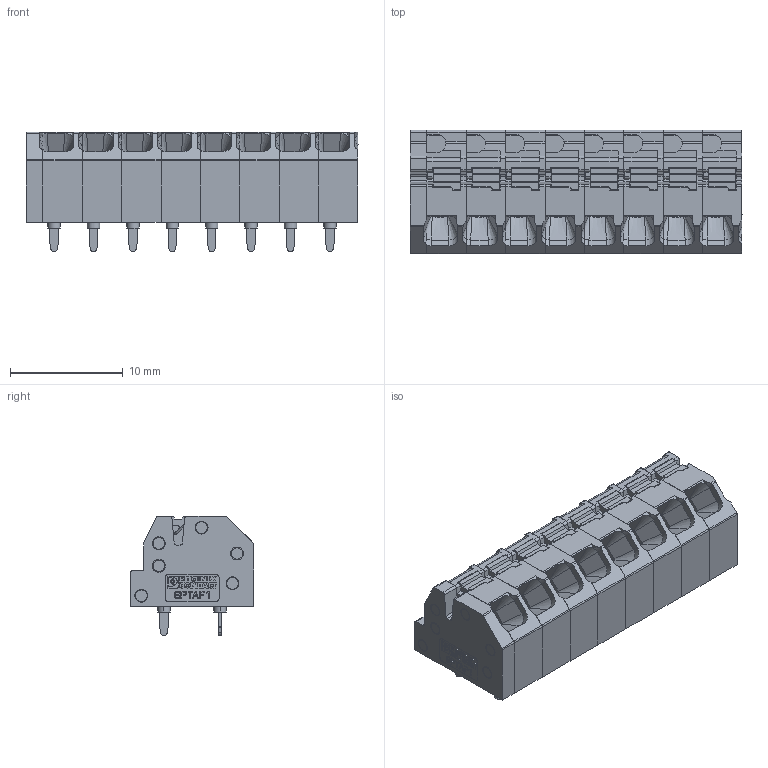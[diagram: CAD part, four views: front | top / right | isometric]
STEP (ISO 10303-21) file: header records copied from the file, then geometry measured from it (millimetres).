
FILE_DESCRIPTION(('STEP AP203'),'1');
FILE_NAME('1861991.stp','2022-03-16T09:14:47',('TraceParts'),('TraceParts S.A.'),'Spatial InterOp 3D',' ',' ');
FILE_SCHEMA(('CONFIG_CONTROL_DESIGN'));
Length unit declared in the file: millimetre
Products named in the file (1): 1
Bounding box: 29.5 x 11 x 10.6 mm (x, y, z)
Volume: 1942.6 mm3; surface area: 3736 mm2
Topology: 25 solids, 25 shells, 2301 faces, 6008 edges, 3853 vertices
Faces by surface type: plane 1246, cylinder 775, torus 112, bspline 58, sphere 53, extrusion 33, cone 24
Entity records: 75875 total; most frequent: CARTESIAN_POINT 18685, DIRECTION 12014, ORIENTED_EDGE 11910, EDGE_CURVE 5955, AXIS2_PLACEMENT_3D 4114, VERTEX_POINT 3853, VECTOR 3786, LINE 3753
